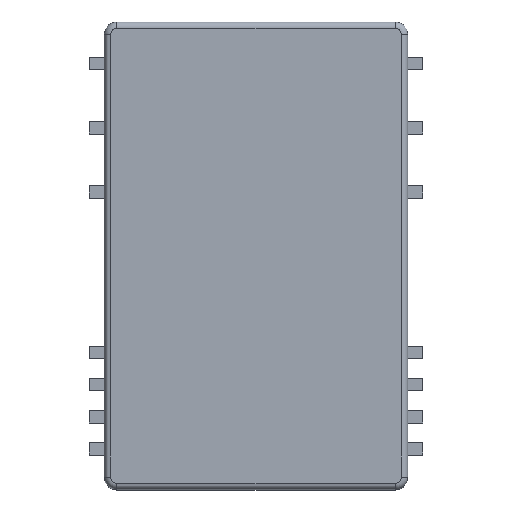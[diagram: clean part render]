
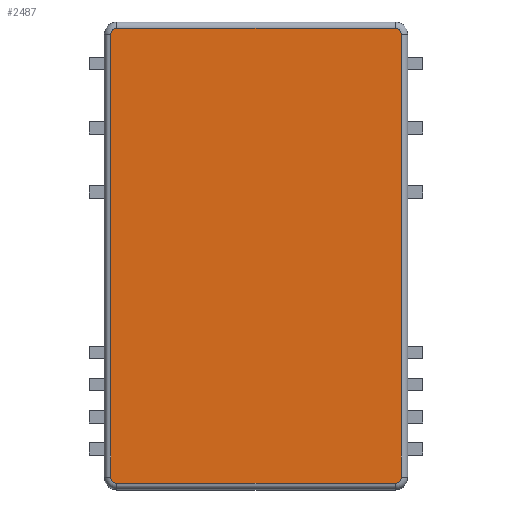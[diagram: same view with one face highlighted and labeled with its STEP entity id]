
A CAD part, top view. The second image highlights one B-rep face of the part: STEP entity #2487.
In plain terms, the highlighted planar face has unit normal (0, 0, 1).
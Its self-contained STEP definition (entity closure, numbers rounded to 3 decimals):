
#2290 = VERTEX_POINT('',#2291);
#2291 = CARTESIAN_POINT('',(-11.5,17.5,16.1));
#2298 = EDGE_CURVE('',#2290,#2299,#2301,.T.);
#2299 = VERTEX_POINT('',#2300);
#2300 = CARTESIAN_POINT('',(-11.5,-17.5,16.1));
#2301 = LINE('',#2302,#2303);
#2302 = CARTESIAN_POINT('',(-11.5,17.5,16.1));
#2303 = VECTOR('',#2304,1.);
#2304 = DIRECTION('',(0.,-1.,0.));
#2390 = VERTEX_POINT('',#2391);
#2391 = CARTESIAN_POINT('',(11.5,-17.5,16.1));
#2398 = EDGE_CURVE('',#2390,#2399,#2401,.T.);
#2399 = VERTEX_POINT('',#2400);
#2400 = CARTESIAN_POINT('',(11.5,17.5,16.1));
#2401 = LINE('',#2402,#2403);
#2402 = CARTESIAN_POINT('',(11.5,-17.5,16.1));
#2403 = VECTOR('',#2404,1.);
#2404 = DIRECTION('',(0.,1.,0.));
#2442 = VERTEX_POINT('',#2443);
#2443 = CARTESIAN_POINT('',(-11.,-18.,16.1));
#2450 = EDGE_CURVE('',#2299,#2442,#2451,.T.);
#2451 = CIRCLE('',#2452,0.5);
#2452 = AXIS2_PLACEMENT_3D('',#2453,#2454,#2455);
#2453 = CARTESIAN_POINT('',(-11.,-17.5,16.1));
#2454 = DIRECTION('',(0.,0.,1.));
#2455 = DIRECTION('',(-1.,0.,0.));
#2466 = VERTEX_POINT('',#2467);
#2467 = CARTESIAN_POINT('',(-11.,18.,16.1));
#2476 = EDGE_CURVE('',#2466,#2290,#2477,.T.);
#2477 = CIRCLE('',#2478,0.5);
#2478 = AXIS2_PLACEMENT_3D('',#2479,#2480,#2481);
#2479 = CARTESIAN_POINT('',(-11.,17.5,16.1));
#2480 = DIRECTION('',(0.,0.,1.));
#2481 = DIRECTION('',(0.,1.,0.));
#2487 = ADVANCED_FACE('',(#2488),#2524,.T.);
#2488 = FACE_BOUND('',#2489,.T.);
#2489 = EDGE_LOOP('',(#2490,#2498,#2499,#2500,#2501,#2509,#2516,#2517));
#2490 = ORIENTED_EDGE('',*,*,#2491,.T.);
#2491 = EDGE_CURVE('',#2492,#2466,#2494,.T.);
#2492 = VERTEX_POINT('',#2493);
#2493 = CARTESIAN_POINT('',(11.,18.,16.1));
#2494 = LINE('',#2495,#2496);
#2495 = CARTESIAN_POINT('',(11.,18.,16.1));
#2496 = VECTOR('',#2497,1.);
#2497 = DIRECTION('',(-1.,0.,0.));
#2498 = ORIENTED_EDGE('',*,*,#2476,.T.);
#2499 = ORIENTED_EDGE('',*,*,#2298,.T.);
#2500 = ORIENTED_EDGE('',*,*,#2450,.T.);
#2501 = ORIENTED_EDGE('',*,*,#2502,.T.);
#2502 = EDGE_CURVE('',#2442,#2503,#2505,.T.);
#2503 = VERTEX_POINT('',#2504);
#2504 = CARTESIAN_POINT('',(11.,-18.,16.1));
#2505 = LINE('',#2506,#2507);
#2506 = CARTESIAN_POINT('',(-11.,-18.,16.1));
#2507 = VECTOR('',#2508,1.);
#2508 = DIRECTION('',(1.,0.,0.));
#2509 = ORIENTED_EDGE('',*,*,#2510,.T.);
#2510 = EDGE_CURVE('',#2503,#2390,#2511,.T.);
#2511 = CIRCLE('',#2512,0.5);
#2512 = AXIS2_PLACEMENT_3D('',#2513,#2514,#2515);
#2513 = CARTESIAN_POINT('',(11.,-17.5,16.1));
#2514 = DIRECTION('',(0.,0.,1.));
#2515 = DIRECTION('',(0.,-1.,0.));
#2516 = ORIENTED_EDGE('',*,*,#2398,.T.);
#2517 = ORIENTED_EDGE('',*,*,#2518,.T.);
#2518 = EDGE_CURVE('',#2399,#2492,#2519,.T.);
#2519 = CIRCLE('',#2520,0.5);
#2520 = AXIS2_PLACEMENT_3D('',#2521,#2522,#2523);
#2521 = CARTESIAN_POINT('',(11.,17.5,16.1));
#2522 = DIRECTION('',(0.,0.,1.));
#2523 = DIRECTION('',(1.,0.,0.));
#2524 = PLANE('',#2525);
#2525 = AXIS2_PLACEMENT_3D('',#2526,#2527,#2528);
#2526 = CARTESIAN_POINT('',(0.,0.,16.1));
#2527 = DIRECTION('',(0.,0.,1.));
#2528 = DIRECTION('',(1.,0.,0.));
